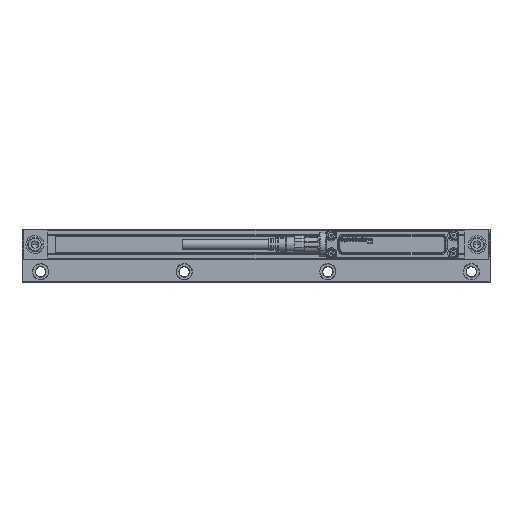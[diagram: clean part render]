
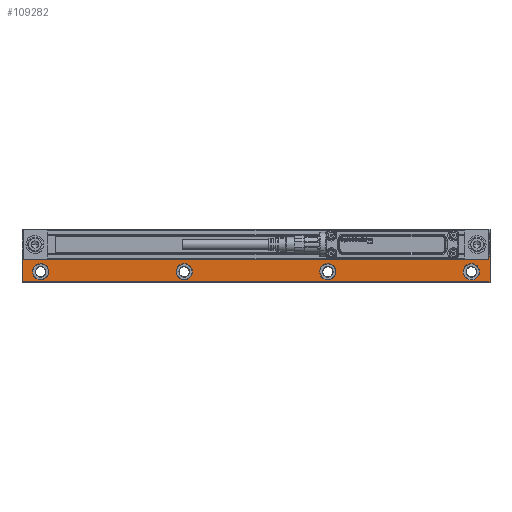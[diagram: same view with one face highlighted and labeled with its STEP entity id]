
A CAD part, top view. The second image highlights one B-rep face of the part: STEP entity #109282.
In plain terms, the highlighted planar face has unit normal (0, 0, 1).
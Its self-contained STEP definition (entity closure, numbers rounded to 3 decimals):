
#104534=AXIS2_PLACEMENT_3D('Plane Axis2P3D',#104531,#104532,#104533) ;
#108260=AXIS2_PLACEMENT_3D('Circle Axis2P3D',#108258,#108259,$) ;
#108277=AXIS2_PLACEMENT_3D('Circle Axis2P3D',#108275,#108276,$) ;
#108284=AXIS2_PLACEMENT_3D('Circle Axis2P3D',#108282,#108283,$) ;
#108317=AXIS2_PLACEMENT_3D('Circle Axis2P3D',#108315,#108316,$) ;
#108334=AXIS2_PLACEMENT_3D('Circle Axis2P3D',#108332,#108333,$) ;
#108341=AXIS2_PLACEMENT_3D('Circle Axis2P3D',#108339,#108340,$) ;
#108374=AXIS2_PLACEMENT_3D('Circle Axis2P3D',#108372,#108373,$) ;
#108386=AXIS2_PLACEMENT_3D('Circle Axis2P3D',#108384,#108385,$) ;
#108393=AXIS2_PLACEMENT_3D('Circle Axis2P3D',#108391,#108392,$) ;
#108426=AXIS2_PLACEMENT_3D('Circle Axis2P3D',#108424,#108425,$) ;
#108443=AXIS2_PLACEMENT_3D('Circle Axis2P3D',#108441,#108442,$) ;
#108450=AXIS2_PLACEMENT_3D('Circle Axis2P3D',#108448,#108449,$) ;
#104295=CARTESIAN_POINT('Vertex',(-1.,16.,8.)) ;
#104298=CARTESIAN_POINT('Line Origine',(-1.,16.893,8.)) ;
#104302=CARTESIAN_POINT('Vertex',(-1.,17.786,8.)) ;
#104531=CARTESIAN_POINT('Axis2P3D Location',(-325.,16.,8.)) ;
#105186=CARTESIAN_POINT('Line Origine',(-163.61,17.786,8.)) ;
#105190=CARTESIAN_POINT('Vertex',(-326.,17.786,8.)) ;
#105192=CARTESIAN_POINT('Vertex',(-325.,17.786,8.)) ;
#105200=CARTESIAN_POINT('Line Origine',(-163.61,17.786,8.)) ;
#105204=CARTESIAN_POINT('Vertex',(0.,17.786,8.)) ;
#105253=CARTESIAN_POINT('Vertex',(0.,0.5,8.)) ;
#105256=CARTESIAN_POINT('Line Origine',(-163.,0.5,8.)) ;
#105260=CARTESIAN_POINT('Vertex',(-326.,0.5,8.)) ;
#108248=CARTESIAN_POINT('Vertex',(-207.998,4.767,8.)) ;
#108255=CARTESIAN_POINT('Vertex',(-218.002,10.233,8.)) ;
#108258=CARTESIAN_POINT('Axis2P3D Location',(-213.,7.5,8.)) ;
#108275=CARTESIAN_POINT('Axis2P3D Location',(-213.,7.5,8.)) ;
#108279=CARTESIAN_POINT('Vertex',(-207.347,8.229,8.)) ;
#108282=CARTESIAN_POINT('Axis2P3D Location',(-213.,7.5,8.)) ;
#108305=CARTESIAN_POINT('Vertex',(-107.998,4.767,8.)) ;
#108312=CARTESIAN_POINT('Vertex',(-118.002,10.233,8.)) ;
#108315=CARTESIAN_POINT('Axis2P3D Location',(-113.,7.5,8.)) ;
#108332=CARTESIAN_POINT('Axis2P3D Location',(-113.,7.5,8.)) ;
#108336=CARTESIAN_POINT('Vertex',(-107.347,8.229,8.)) ;
#108339=CARTESIAN_POINT('Axis2P3D Location',(-113.,7.5,8.)) ;
#108362=CARTESIAN_POINT('Vertex',(-7.998,4.767,8.)) ;
#108369=CARTESIAN_POINT('Vertex',(-18.002,10.233,8.)) ;
#108372=CARTESIAN_POINT('Axis2P3D Location',(-13.,7.5,8.)) ;
#108384=CARTESIAN_POINT('Axis2P3D Location',(-13.,7.5,8.)) ;
#108388=CARTESIAN_POINT('Vertex',(-7.347,8.229,8.)) ;
#108391=CARTESIAN_POINT('Axis2P3D Location',(-13.,7.5,8.)) ;
#108414=CARTESIAN_POINT('Vertex',(-307.998,4.767,8.)) ;
#108421=CARTESIAN_POINT('Vertex',(-318.002,10.233,8.)) ;
#108424=CARTESIAN_POINT('Axis2P3D Location',(-313.,7.5,8.)) ;
#108441=CARTESIAN_POINT('Axis2P3D Location',(-313.,7.5,8.)) ;
#108445=CARTESIAN_POINT('Vertex',(-307.347,8.229,8.)) ;
#108448=CARTESIAN_POINT('Axis2P3D Location',(-313.,7.5,8.)) ;
#108706=CARTESIAN_POINT('Line Origine',(0.,9.143,8.)) ;
#108850=CARTESIAN_POINT('Line Origine',(-326.,9.143,8.)) ;
#109240=CARTESIAN_POINT('Line Origine',(-163.,16.,8.)) ;
#109244=CARTESIAN_POINT('Vertex',(-325.,16.,8.)) ;
#109247=CARTESIAN_POINT('Line Origine',(-325.,16.893,8.)) ;
#104299=DIRECTION('Vector Direction',(0.,1.,0.)) ;
#104532=DIRECTION('Axis2P3D Direction',(0.,0.,-1.)) ;
#104533=DIRECTION('Axis2P3D XDirection',(0.,1.,0.)) ;
#105187=DIRECTION('Vector Direction',(1.,0.,0.)) ;
#105201=DIRECTION('Vector Direction',(1.,0.,0.)) ;
#105257=DIRECTION('Vector Direction',(1.,0.,0.)) ;
#108259=DIRECTION('Axis2P3D Direction',(0.,0.,1.)) ;
#108276=DIRECTION('Axis2P3D Direction',(0.,0.,1.)) ;
#108283=DIRECTION('Axis2P3D Direction',(0.,0.,1.)) ;
#108316=DIRECTION('Axis2P3D Direction',(0.,0.,1.)) ;
#108333=DIRECTION('Axis2P3D Direction',(0.,0.,1.)) ;
#108340=DIRECTION('Axis2P3D Direction',(0.,0.,1.)) ;
#108373=DIRECTION('Axis2P3D Direction',(0.,0.,1.)) ;
#108385=DIRECTION('Axis2P3D Direction',(0.,0.,1.)) ;
#108392=DIRECTION('Axis2P3D Direction',(0.,0.,1.)) ;
#108425=DIRECTION('Axis2P3D Direction',(0.,0.,1.)) ;
#108442=DIRECTION('Axis2P3D Direction',(0.,0.,1.)) ;
#108449=DIRECTION('Axis2P3D Direction',(0.,0.,1.)) ;
#108707=DIRECTION('Vector Direction',(0.,-1.,0.)) ;
#108851=DIRECTION('Vector Direction',(0.,-1.,0.)) ;
#109241=DIRECTION('Vector Direction',(1.,0.,0.)) ;
#109248=DIRECTION('Vector Direction',(0.,1.,0.)) ;
#104300=VECTOR('Line Direction',#104299,1.) ;
#105188=VECTOR('Line Direction',#105187,1.) ;
#105202=VECTOR('Line Direction',#105201,1.) ;
#105258=VECTOR('Line Direction',#105257,1.) ;
#108708=VECTOR('Line Direction',#108707,1.) ;
#108852=VECTOR('Line Direction',#108851,1.) ;
#109242=VECTOR('Line Direction',#109241,1.) ;
#109249=VECTOR('Line Direction',#109248,1.) ;
#109253=ORIENTED_EDGE('',*,*,#104304,.F.) ;
#109254=ORIENTED_EDGE('',*,*,#109246,.F.) ;
#109255=ORIENTED_EDGE('',*,*,#109251,.T.) ;
#109256=ORIENTED_EDGE('',*,*,#105194,.F.) ;
#109257=ORIENTED_EDGE('',*,*,#108854,.T.) ;
#109258=ORIENTED_EDGE('',*,*,#105262,.F.) ;
#109259=ORIENTED_EDGE('',*,*,#108710,.F.) ;
#109260=ORIENTED_EDGE('',*,*,#105206,.F.) ;
#109263=ORIENTED_EDGE('',*,*,#108428,.T.) ;
#109264=ORIENTED_EDGE('',*,*,#108447,.T.) ;
#109265=ORIENTED_EDGE('',*,*,#108452,.T.) ;
#109268=ORIENTED_EDGE('',*,*,#108376,.T.) ;
#109269=ORIENTED_EDGE('',*,*,#108390,.T.) ;
#109270=ORIENTED_EDGE('',*,*,#108395,.T.) ;
#109273=ORIENTED_EDGE('',*,*,#108319,.T.) ;
#109274=ORIENTED_EDGE('',*,*,#108338,.T.) ;
#109275=ORIENTED_EDGE('',*,*,#108343,.T.) ;
#109278=ORIENTED_EDGE('',*,*,#108262,.T.) ;
#109279=ORIENTED_EDGE('',*,*,#108281,.T.) ;
#109280=ORIENTED_EDGE('',*,*,#108286,.T.) ;
#109266=FACE_BOUND('',#109262,.T.) ;
#109271=FACE_BOUND('',#109267,.T.) ;
#109276=FACE_BOUND('',#109272,.T.) ;
#109281=FACE_BOUND('',#109277,.T.) ;
#109282=ADVANCED_FACE('\X2\FF8AFF9FFF70FF82\X0\ \X2\FF8EFF9EFF83FF9EFF68FF70\X0\',(#109261,#109266,#109271,#109276,#109281),#104535,.F.) ;
#108261=CIRCLE('generated circle',#108260,5.7) ;
#108278=CIRCLE('generated circle',#108277,5.7) ;
#108285=CIRCLE('generated circle',#108284,5.7) ;
#108318=CIRCLE('generated circle',#108317,5.7) ;
#108335=CIRCLE('generated circle',#108334,5.7) ;
#108342=CIRCLE('generated circle',#108341,5.7) ;
#108375=CIRCLE('generated circle',#108374,5.7) ;
#108387=CIRCLE('generated circle',#108386,5.7) ;
#108394=CIRCLE('generated circle',#108393,5.7) ;
#108427=CIRCLE('generated circle',#108426,5.7) ;
#108444=CIRCLE('generated circle',#108443,5.7) ;
#108451=CIRCLE('generated circle',#108450,5.7) ;
#104304=EDGE_CURVE('',#104296,#104303,#104301,.T.) ;
#105194=EDGE_CURVE('',#105191,#105193,#105189,.T.) ;
#105206=EDGE_CURVE('',#104303,#105205,#105203,.T.) ;
#105262=EDGE_CURVE('',#105254,#105261,#105259,.F.) ;
#108262=EDGE_CURVE('',#108249,#108256,#108261,.F.) ;
#108281=EDGE_CURVE('',#108256,#108280,#108278,.F.) ;
#108286=EDGE_CURVE('',#108280,#108249,#108285,.F.) ;
#108319=EDGE_CURVE('',#108306,#108313,#108318,.F.) ;
#108338=EDGE_CURVE('',#108313,#108337,#108335,.F.) ;
#108343=EDGE_CURVE('',#108337,#108306,#108342,.F.) ;
#108376=EDGE_CURVE('',#108363,#108370,#108375,.F.) ;
#108390=EDGE_CURVE('',#108370,#108389,#108387,.F.) ;
#108395=EDGE_CURVE('',#108389,#108363,#108394,.F.) ;
#108428=EDGE_CURVE('',#108415,#108422,#108427,.F.) ;
#108447=EDGE_CURVE('',#108422,#108446,#108444,.F.) ;
#108452=EDGE_CURVE('',#108446,#108415,#108451,.F.) ;
#108710=EDGE_CURVE('',#105205,#105254,#108709,.T.) ;
#108854=EDGE_CURVE('',#105191,#105261,#108853,.T.) ;
#109246=EDGE_CURVE('',#109245,#104296,#109243,.T.) ;
#109251=EDGE_CURVE('',#109245,#105193,#109250,.T.) ;
#109252=EDGE_LOOP('',(#109253,#109254,#109255,#109256,#109257,#109258,#109259,#109260)) ;
#109262=EDGE_LOOP('',(#109263,#109264,#109265)) ;
#109267=EDGE_LOOP('',(#109268,#109269,#109270)) ;
#109272=EDGE_LOOP('',(#109273,#109274,#109275)) ;
#109277=EDGE_LOOP('',(#109278,#109279,#109280)) ;
#109261=FACE_OUTER_BOUND('',#109252,.T.) ;
#104301=LINE('Line',#104298,#104300) ;
#105189=LINE('Line',#105186,#105188) ;
#105203=LINE('Line',#105200,#105202) ;
#105259=LINE('Line',#105256,#105258) ;
#108709=LINE('Line',#108706,#108708) ;
#108853=LINE('Line',#108850,#108852) ;
#109243=LINE('Line',#109240,#109242) ;
#109250=LINE('Line',#109247,#109249) ;
#104535=PLANE('',#104534) ;
#104296=VERTEX_POINT('',#104295) ;
#104303=VERTEX_POINT('',#104302) ;
#105191=VERTEX_POINT('',#105190) ;
#105193=VERTEX_POINT('',#105192) ;
#105205=VERTEX_POINT('',#105204) ;
#105254=VERTEX_POINT('',#105253) ;
#105261=VERTEX_POINT('',#105260) ;
#108249=VERTEX_POINT('',#108248) ;
#108256=VERTEX_POINT('',#108255) ;
#108280=VERTEX_POINT('',#108279) ;
#108306=VERTEX_POINT('',#108305) ;
#108313=VERTEX_POINT('',#108312) ;
#108337=VERTEX_POINT('',#108336) ;
#108363=VERTEX_POINT('',#108362) ;
#108370=VERTEX_POINT('',#108369) ;
#108389=VERTEX_POINT('',#108388) ;
#108415=VERTEX_POINT('',#108414) ;
#108422=VERTEX_POINT('',#108421) ;
#108446=VERTEX_POINT('',#108445) ;
#109245=VERTEX_POINT('',#109244) ;
